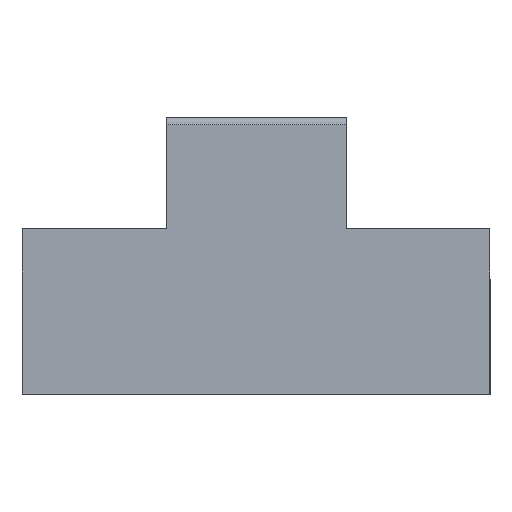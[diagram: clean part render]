
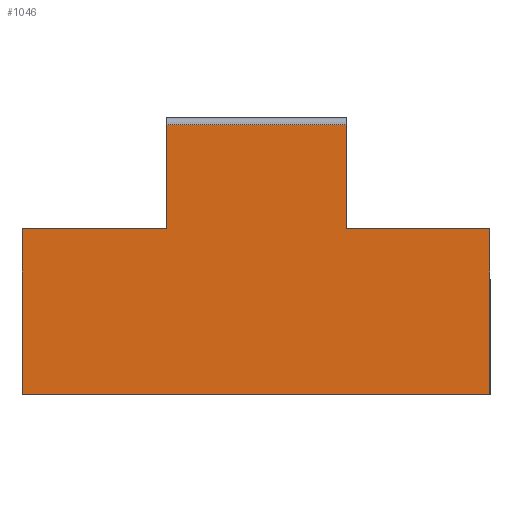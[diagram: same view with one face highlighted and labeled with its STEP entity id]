
A CAD part, left-side view. The second image highlights one B-rep face of the part: STEP entity #1046.
In plain terms, the highlighted planar face has unit normal (-1, 0, 0).
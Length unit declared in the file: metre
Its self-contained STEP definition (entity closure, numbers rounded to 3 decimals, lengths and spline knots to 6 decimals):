
#42=LINE('',#1539,#164);
#48=LINE('',#1553,#170);
#65=LINE('',#1588,#187);
#67=LINE('',#1592,#189);
#69=LINE('',#1602,#191);
#70=LINE('',#1604,#192);
#71=LINE('',#1606,#193);
#72=LINE('',#1607,#194);
#164=VECTOR('',#1232,1.);
#170=VECTOR('',#1242,1.);
#187=VECTOR('',#1267,1.);
#189=VECTOR('',#1271,1.);
#191=VECTOR('',#1283,1.);
#192=VECTOR('',#1284,1.);
#193=VECTOR('',#1285,1.);
#194=VECTOR('',#1286,1.);
#329=ORIENTED_EDGE('',*,*,#629,.F.);
#330=ORIENTED_EDGE('',*,*,#630,.T.);
#331=ORIENTED_EDGE('',*,*,#631,.T.);
#332=ORIENTED_EDGE('',*,*,#624,.F.);
#333=ORIENTED_EDGE('',*,*,#604,.T.);
#334=ORIENTED_EDGE('',*,*,#632,.T.);
#335=ORIENTED_EDGE('',*,*,#597,.F.);
#336=ORIENTED_EDGE('',*,*,#622,.F.);
#597=EDGE_CURVE('',#750,#751,#42,.T.);
#604=EDGE_CURVE('',#753,#756,#48,.T.);
#622=EDGE_CURVE('',#770,#750,#65,.T.);
#624=EDGE_CURVE('',#753,#772,#67,.T.);
#629=EDGE_CURVE('',#775,#770,#69,.T.);
#630=EDGE_CURVE('',#775,#776,#70,.F.);
#631=EDGE_CURVE('',#776,#772,#71,.T.);
#632=EDGE_CURVE('',#756,#751,#72,.T.);
#750=VERTEX_POINT('',#1538);
#751=VERTEX_POINT('',#1540);
#753=VERTEX_POINT('',#1546);
#756=VERTEX_POINT('',#1552);
#770=VERTEX_POINT('',#1587);
#772=VERTEX_POINT('',#1593);
#775=VERTEX_POINT('',#1603);
#776=VERTEX_POINT('',#1605);
#881=EDGE_LOOP('',(#329,#330,#331,#332,#333,#334,#335,#336));
#943=FACE_BOUND('',#881,.T.);
#1004=PLANE('',#1136);
#1046=ADVANCED_FACE('',(#943),#1004,.F.);
#1136=AXIS2_PLACEMENT_3D('',#1601,#1281,#1282);
#1232=DIRECTION('',(0.,0.,-1.));
#1242=DIRECTION('',(0.,0.,-1.));
#1267=DIRECTION('',(0.,-1.,0.));
#1271=DIRECTION('',(0.,-1.,0.));
#1281=DIRECTION('',(1.,0.,0.));
#1282=DIRECTION('',(0.,0.,-1.));
#1283=DIRECTION('',(0.,0.,-1.));
#1284=DIRECTION('',(0.,-1.,0.));
#1285=DIRECTION('',(0.,0.,-1.));
#1286=DIRECTION('',(0.,-1.,0.));
#1538=CARTESIAN_POINT('',(-0.01166,0.002502,0.0046));
#1539=CARTESIAN_POINT('',(-0.01166,0.002502,0.0002));
#1540=CARTESIAN_POINT('',(-0.01166,0.002502,0.));
#1546=CARTESIAN_POINT('',(-0.01166,0.015502,0.0046));
#1552=CARTESIAN_POINT('',(-0.01166,0.015502,0.));
#1553=CARTESIAN_POINT('',(-0.01166,0.015502,0.0002));
#1587=CARTESIAN_POINT('',(-0.01166,0.006502,0.0046));
#1588=CARTESIAN_POINT('',(-0.01166,0.013502,0.0046));
#1592=CARTESIAN_POINT('',(-0.01166,0.013502,0.0046));
#1593=CARTESIAN_POINT('',(-0.01166,0.011502,0.0046));
#1601=CARTESIAN_POINT('',(-0.01166,0.013502,0.0002));
#1602=CARTESIAN_POINT('',(-0.01166,0.006502,0.0078));
#1603=CARTESIAN_POINT('',(-0.01166,0.006502,0.007492));
#1604=CARTESIAN_POINT('',(-0.01166,0.011502,0.007492));
#1605=CARTESIAN_POINT('',(-0.01166,0.011502,0.007492));
#1606=CARTESIAN_POINT('',(-0.01166,0.011502,0.0078));
#1607=CARTESIAN_POINT('',(-0.01166,0.013502,0.));
